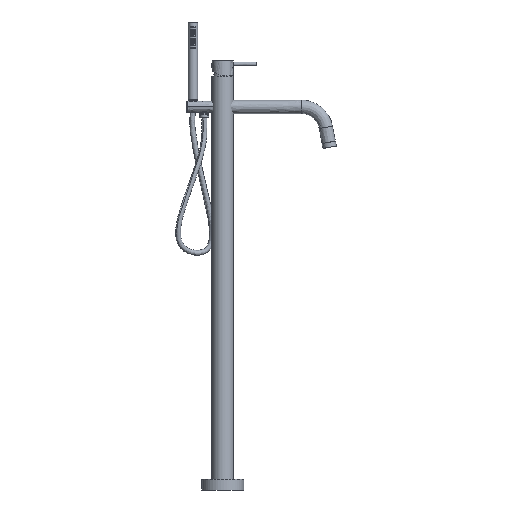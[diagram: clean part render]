
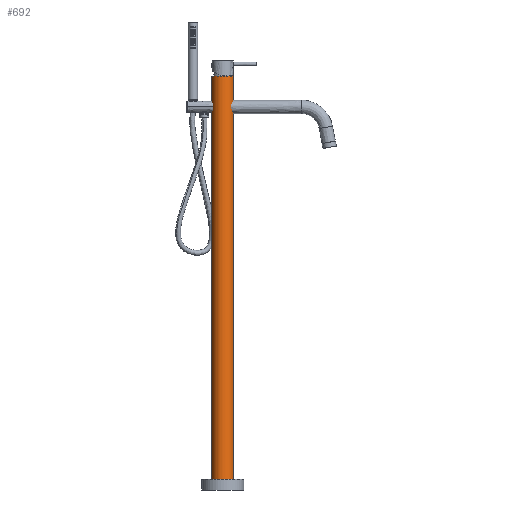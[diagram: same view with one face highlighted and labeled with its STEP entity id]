
A CAD part, left-side view. The second image highlights one B-rep face of the part: STEP entity #692.
In plain terms, the highlighted free-form (B-spline) face has degree [2, 1] with [5, 2] control points.
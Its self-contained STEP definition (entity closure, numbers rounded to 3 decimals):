
#692=ADVANCED_FACE('',(#1131),#5778,.T.);
#1131=FACE_OUTER_BOUND('',#1650,.T.);
#1650=EDGE_LOOP('',(#3192,#3193,#3194,#3195));
#3192=ORIENTED_EDGE('',*,*,#4200,.T.);
#3193=ORIENTED_EDGE('',*,*,#4197,.T.);
#3194=ORIENTED_EDGE('',*,*,#4201,.F.);
#3195=ORIENTED_EDGE('',*,*,#4199,.F.);
#4197=EDGE_CURVE('',#5415,#5416,#4930,.T.);
#4199=EDGE_CURVE('',#5417,#5418,#6208,.T.);
#4200=EDGE_CURVE('',#5417,#5415,#6209,.T.);
#4201=EDGE_CURVE('',#5418,#5416,#6210,.T.);
#4930=B_SPLINE_CURVE_WITH_KNOTS('',1,(#19767,#19768),.UNSPECIFIED.,.F.,
 .F.,(2,2),(0.,996.),.UNSPECIFIED.);
#5415=VERTEX_POINT('',#19758);
#5416=VERTEX_POINT('',#19759);
#5417=VERTEX_POINT('',#19760);
#5418=VERTEX_POINT('',#19761);
#5778=(
BOUNDED_SURFACE()
B_SPLINE_SURFACE(2,1,((#19748,#19749),(#19750,#19751),(#19752,#19753),(#19754,
#19755),(#19756,#19757)),.UNSPECIFIED.,.F.,.F.,.F.)
B_SPLINE_SURFACE_WITH_KNOTS((3,2,3),(2,2),(80.111,120.166,
160.221),(0.,996.),.UNSPECIFIED.)
GEOMETRIC_REPRESENTATION_ITEM()
RATIONAL_B_SPLINE_SURFACE(((1.,1.),(0.707,0.707),
(1.,1.),(0.707,0.707),(1.,1.)))
REPRESENTATION_ITEM('')
SURFACE()
);
#6208=(
BOUNDED_CURVE()
B_SPLINE_CURVE(1,(#19774,#19775),.UNSPECIFIED.,.F.,.F.)
B_SPLINE_CURVE_WITH_KNOTS((2,2),(0.,996.),.UNSPECIFIED.)
CURVE()
GEOMETRIC_REPRESENTATION_ITEM()
RATIONAL_B_SPLINE_CURVE((1.,1.))
REPRESENTATION_ITEM('')
);
#6209=(
BOUNDED_CURVE()
B_SPLINE_CURVE(2,(#19776,#19777,#19778,#19779,#19780),.UNSPECIFIED.,.F.,
 .F.)
B_SPLINE_CURVE_WITH_KNOTS((3,2,3),(80.111,120.166,160.221),
 .UNSPECIFIED.)
CURVE()
GEOMETRIC_REPRESENTATION_ITEM()
RATIONAL_B_SPLINE_CURVE((1.,0.707,1.,0.707,1.))
REPRESENTATION_ITEM('')
);
#6210=(
BOUNDED_CURVE()
B_SPLINE_CURVE(2,(#19781,#19782,#19783,#19784,#19785),.UNSPECIFIED.,.F.,
 .F.)
B_SPLINE_CURVE_WITH_KNOTS((3,2,3),(80.111,120.166,160.221),
 .UNSPECIFIED.)
CURVE()
GEOMETRIC_REPRESENTATION_ITEM()
RATIONAL_B_SPLINE_CURVE((1.,0.707,1.,0.707,1.))
REPRESENTATION_ITEM('')
);
#19748=CARTESIAN_POINT('',(15424.295,1014.342,25.));
#19749=CARTESIAN_POINT('',(15424.295,1014.342,981.));
#19750=CARTESIAN_POINT('',(15398.795,1014.342,25.));
#19751=CARTESIAN_POINT('',(15398.795,1014.342,981.));
#19752=CARTESIAN_POINT('',(15398.795,988.842,25.));
#19753=CARTESIAN_POINT('',(15398.795,988.842,981.));
#19754=CARTESIAN_POINT('',(15398.795,963.342,25.));
#19755=CARTESIAN_POINT('',(15398.795,963.342,981.));
#19756=CARTESIAN_POINT('',(15424.295,963.342,25.));
#19757=CARTESIAN_POINT('',(15424.295,963.342,981.));
#19758=CARTESIAN_POINT('',(15424.295,963.342,25.));
#19759=CARTESIAN_POINT('',(15424.295,963.342,981.));
#19760=CARTESIAN_POINT('',(15424.295,1014.342,25.));
#19761=CARTESIAN_POINT('',(15424.295,1014.342,981.));
#19767=CARTESIAN_POINT('',(15424.295,963.342,25.));
#19768=CARTESIAN_POINT('',(15424.295,963.342,981.));
#19774=CARTESIAN_POINT('',(15424.295,1014.342,25.));
#19775=CARTESIAN_POINT('',(15424.295,1014.342,981.));
#19776=CARTESIAN_POINT('',(15424.295,1014.342,25.));
#19777=CARTESIAN_POINT('',(15398.795,1014.342,25.));
#19778=CARTESIAN_POINT('',(15398.795,988.842,25.));
#19779=CARTESIAN_POINT('',(15398.795,963.342,25.));
#19780=CARTESIAN_POINT('',(15424.295,963.342,25.));
#19781=CARTESIAN_POINT('',(15424.295,1014.342,981.));
#19782=CARTESIAN_POINT('',(15398.795,1014.342,981.));
#19783=CARTESIAN_POINT('',(15398.795,988.842,981.));
#19784=CARTESIAN_POINT('',(15398.795,963.342,981.));
#19785=CARTESIAN_POINT('',(15424.295,963.342,981.));
